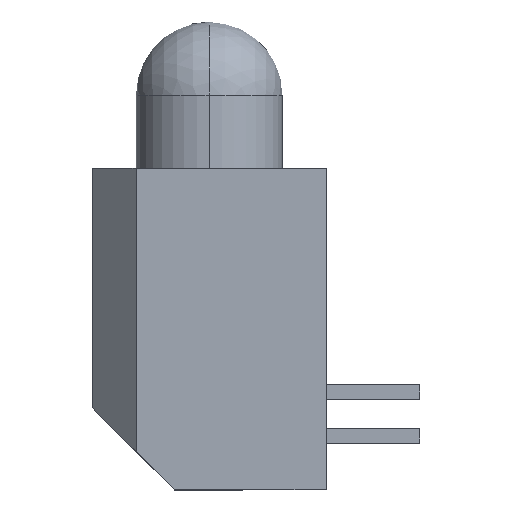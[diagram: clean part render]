
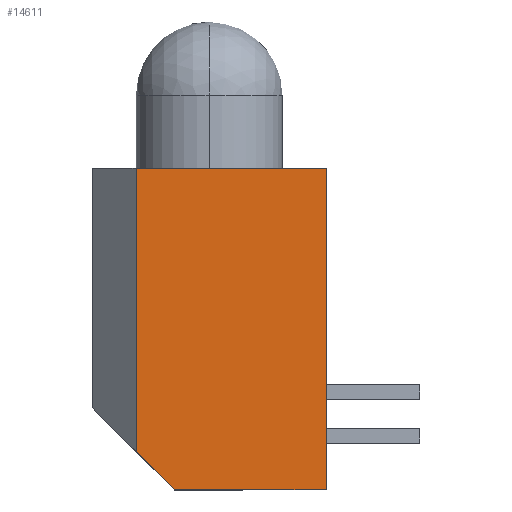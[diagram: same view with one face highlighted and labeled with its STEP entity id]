
A CAD part, left-side view. The second image highlights one B-rep face of the part: STEP entity #14611.
In plain terms, the highlighted planar face has unit normal (-1, 0, 0).
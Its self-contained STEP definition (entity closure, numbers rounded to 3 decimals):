
#1271 = CARTESIAN_POINT ( 'NONE',  ( 0., 5.195, -11. ) ) ;
#1272 = CARTESIAN_POINT ( 'NONE',  ( 0., 0., -11. ) ) ;
#1273 = DIRECTION ( 'NONE',  ( 0., 1., 0. ) ) ;
#1274 = VECTOR ( 'NONE', #1273, 1000. ) ;
#1275 = CARTESIAN_POINT ( 'NONE',  ( 0., -4.671, -11. ) ) ;
#1280 = LINE ( 'NONE', #1275, #1274 ) ;
#1389 = CARTESIAN_POINT ( 'NONE',  ( 0., 0., 0. ) ) ;
#1390 = DIRECTION ( 'NONE',  ( 0., 1., 0. ) ) ;
#1391 = VECTOR ( 'NONE', #1390, 1000. ) ;
#1392 = CARTESIAN_POINT ( 'NONE',  ( 0., -4.671, 0. ) ) ;
#1393 = LINE ( 'NONE', #1392, #1391 ) ;
#1394 = CARTESIAN_POINT ( 'NONE',  ( 0., 6.5, 0. ) ) ;
#1479 = CARTESIAN_POINT ( 'NONE',  ( 0., 6.5, -9.695 ) ) ;
#1480 = DIRECTION ( 'NONE',  ( 0., 0., 1. ) ) ;
#1481 = VECTOR ( 'NONE', #1480, 1000. ) ;
#1482 = CARTESIAN_POINT ( 'NONE',  ( 0., 6.5, -11. ) ) ;
#1483 = LINE ( 'NONE', #1482, #1481 ) ;
#1623 = DIRECTION ( 'NONE',  ( 0., -0.707, -0.707 ) ) ;
#1624 = VECTOR ( 'NONE', #1623, 1000. ) ;
#1625 = CARTESIAN_POINT ( 'NONE',  ( 0., 8., -8.195 ) ) ;
#1627 = LINE ( 'NONE', #1625, #1624 ) ;
#1680 = FACE_OUTER_BOUND ( 'NONE', #14527, .T. ) ;
#1681 = DIRECTION ( 'NONE',  ( 0., 0., 1. ) ) ;
#1682 = VECTOR ( 'NONE', #1681, 1000. ) ;
#1683 = CARTESIAN_POINT ( 'NONE',  ( 0., 0., -11. ) ) ;
#1684 = LINE ( 'NONE', #1683, #1682 ) ;
#1711 = DIRECTION ( 'NONE',  ( 0., 0., -1. ) ) ;
#1712 = DIRECTION ( 'NONE',  ( 1., 0., 0. ) ) ;
#1713 = CARTESIAN_POINT ( 'NONE',  ( 0., -4.671, -11. ) ) ;
#1714 = AXIS2_PLACEMENT_3D ( 'NONE', #1713, #1712, #1711 ) ;
#1717 = PLANE ( 'NONE',  #1714 ) ;
#14416 = EDGE_CURVE ( 'NONE', #14417, #14418, #1280, .T. ) ;
#14417 = VERTEX_POINT ( 'NONE', #1272 ) ;
#14418 = VERTEX_POINT ( 'NONE', #1271 ) ;
#14459 = VERTEX_POINT ( 'NONE', #1394 ) ;
#14461 = EDGE_CURVE ( 'NONE', #14462, #14459, #1393, .T. ) ;
#14462 = VERTEX_POINT ( 'NONE', #1389 ) ;
#14527 = EDGE_LOOP ( 'NONE', ( #14528, #14590, #14592, #14593, #14594 ) ) ;
#14528 = ORIENTED_EDGE ( 'NONE', *, *, #14529, .F. ) ;
#14529 = EDGE_CURVE ( 'NONE', #14530, #14459, #1483, .T. ) ;
#14530 = VERTEX_POINT ( 'NONE', #1479 ) ;
#14590 = ORIENTED_EDGE ( 'NONE', *, *, #14591, .T. ) ;
#14591 = EDGE_CURVE ( 'NONE', #14530, #14418, #1627, .T. ) ;
#14592 = ORIENTED_EDGE ( 'NONE', *, *, #14416, .F. ) ;
#14593 = ORIENTED_EDGE ( 'NONE', *, *, #14608, .T. ) ;
#14594 = ORIENTED_EDGE ( 'NONE', *, *, #14461, .T. ) ;
#14608 = EDGE_CURVE ( 'NONE', #14417, #14462, #1684, .T. ) ;
#14611 = ADVANCED_FACE ( 'NONE', ( #1680 ), #1717, .F. ) ;
